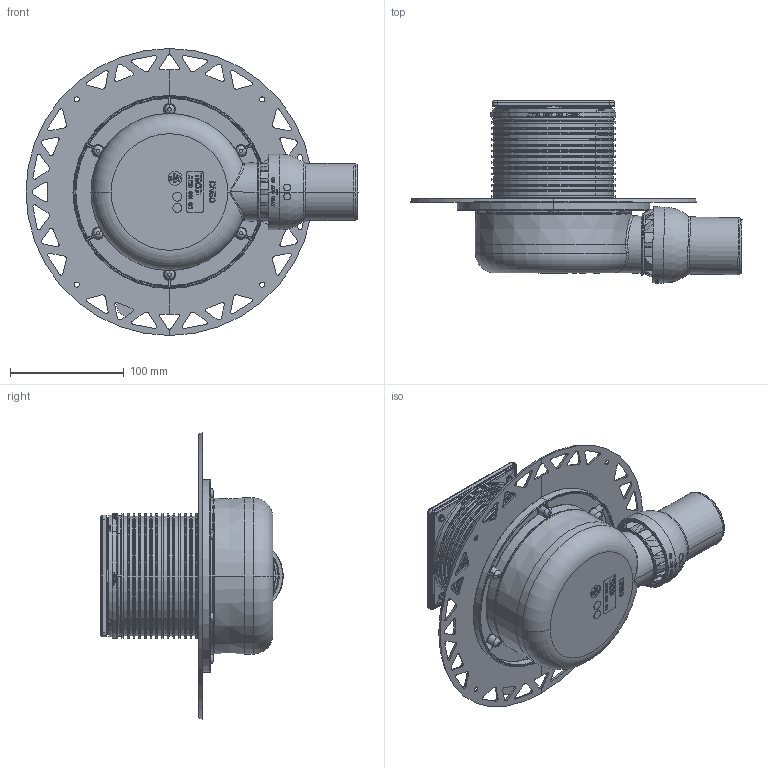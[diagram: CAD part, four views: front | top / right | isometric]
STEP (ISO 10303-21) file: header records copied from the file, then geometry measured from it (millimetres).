
FILE_DESCRIPTION((''),'2;1');
FILE_NAME('3601106_ASM','2022-10-28T',('trempe'),('NET'),'CREO PARAMETRIC BY PTC INC, 2018360','CREO PARAMETRIC BY PTC INC, 2018360','');
FILE_SCHEMA(('CONFIG_CONTROL_DESIGN'));
Length unit declared in the file: millimetre
Products named in the file (21): AT110_001_02; AT110_050_00; AT110_012_00; AT110_051_00_ASM; AT119_001_02_ASM; AT110_008_01; AT110_010_00; AT118_008_01_ASM; AT110_009_01; AT119_007_01_ASM; AT110_007_00; AT110_023_00; AT110_025_02; AT119_011_02_ASM; AT110_018_01; AT110_067_00; AT110_065_00; AT110_068_00; AT119_008_00_ASM; AT116_101_01; 3601106_ASM
Assembly tree (23 placements, depth 5):
  3601106_ASM
    AT119_011_02_ASM
      AT119_001_02_ASM
        AT110_001_02
        AT110_051_00_ASM
          AT110_050_00
          AT110_012_00
      AT119_007_01_ASM
        AT118_008_01_ASM
          AT110_008_01
          AT110_010_00
        AT110_009_01
      AT110_007_00
      AT110_023_00
      AT110_025_02
    AT110_018_01
    AT110_067_00
    AT119_008_00_ASM
      AT110_065_00
      AT110_068_00  x4
    AT116_101_01
Bounding box: 291.58 x 160.09 x 252 mm (x, y, z)
Volume: 472338.2 mm3; surface area: 521742.1 mm2
Topology: 17 solids, 17 shells, 5576 faces, 14370 edges, 8971 vertices
Faces by surface type: plane 2816, bspline 841, cylinder 786, torus 396, cone 375, sphere 184, extrusion 178
Entity records: 456267 total; most frequent: CARTESIAN_POINT 286720, ORIENTED_EDGE 28632, DIRECTION 22493, PRESENTATION_STYLE_ASSIGNMENT 14338, STYLED_ITEM 14332, CURVE_STYLE 14316, EDGE_CURVE 14316, VERTEX_POINT 8941
